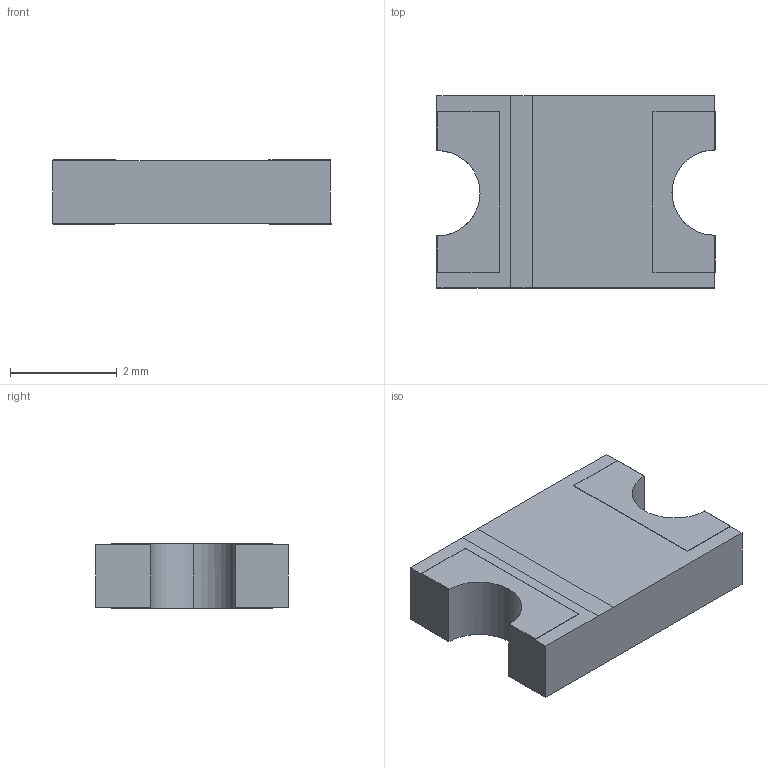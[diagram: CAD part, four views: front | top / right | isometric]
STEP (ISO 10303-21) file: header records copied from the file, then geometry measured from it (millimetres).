
FILE_DESCRIPTION(('FreeCAD Model'),'2;1');
FILE_NAME('BSCD.step','2017-04-18T16:44:25',( 'Author'),(''),'Open CASCADE STEP processor 6.8','FreeCAD','Unknown' );
FILE_SCHEMA(('AUTOMOTIVE_DESIGN_CC2 { 1 2 10303 214 -1 1 5 4 }'));
Length unit declared in the file: millimetre
Products named in the file (2): ASSEMBLY; Pocket
Assembly tree (1 placements, depth 2):
  ASSEMBLY
    Pocket
Bounding box: 5.21 x 3.6 x 1.2 mm (x, y, z)
Volume: 19.8 mm3; surface area: 56.7 mm2
Topology: 1 solids, 1 shells, 43 faces, 117 edges, 76 vertices
Faces by surface type: plane 40, cylinder 3
Entity records: 3177 total; most frequent: CARTESIAN_POINT 514, DIRECTION 428, LINE 299, VECTOR 299, ORIENTED_EDGE 234, PCURVE 234, DEFINITIONAL_REPRESENTATION 234, EDGE_CURVE 117
